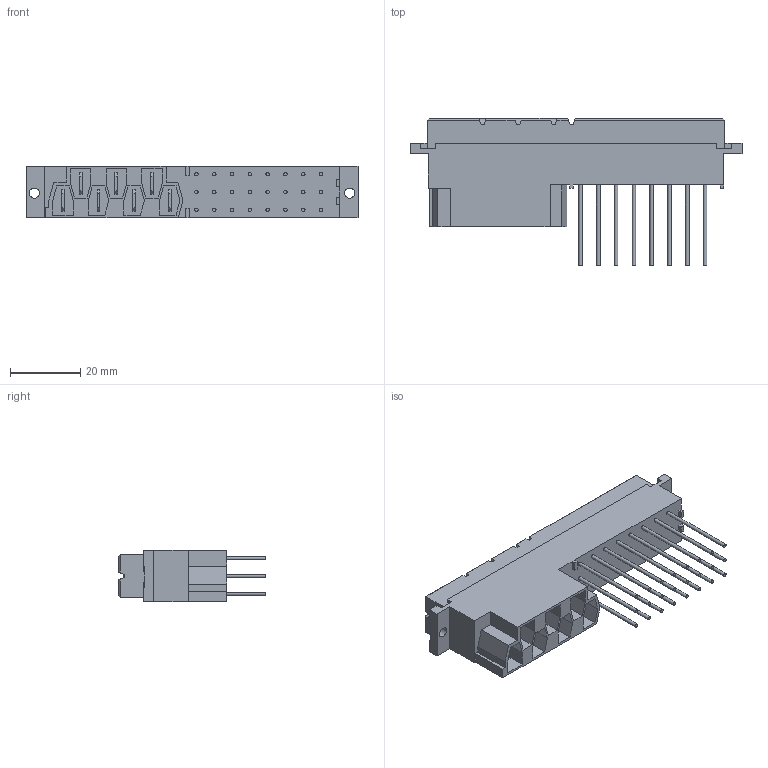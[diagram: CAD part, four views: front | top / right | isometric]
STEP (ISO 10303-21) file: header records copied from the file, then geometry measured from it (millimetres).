
FILE_DESCRIPTION(/* description */ (''),/* implementation_level */ '2;1');
FILE_NAME(/* name */ '100102302ugm000_c.stp',/* time_stamp */ '2016-08-22T09:22:42+02:00',/* author */ (''),/* organization */ (''),/* preprocessor_version */ 'ST-DEVELOPER v16',/* originating_system */ 'SIEMENS PLM Software NX 10.0',/* authorisation */ '');
FILE_SCHEMA (('AUTOMOTIVE_DESIGN { 1 0 10303 214 3 1 1 1 }'));
Length unit declared in the file: millimetre
Products named in the file (1): 100102302ugm000_c
Bounding box: 94.75 x 41.94 x 14.7 mm (x, y, z)
Volume: 24711.9 mm3; surface area: 13389.1 mm2
Topology: 1 solids, 1 shells, 437 faces, 1094 edges, 728 vertices
Faces by surface type: plane 411, cylinder 26
Full cylindrical faces by diameter (mm): 1 x24, 2.87 x2
Entity records: 15099 total; most frequent: CARTESIAN_POINT 2234, ORIENTED_EDGE 2136, DIRECTION 1996, EDGE_CURVE 1068, LINE 1016, VECTOR 1016, VERTEX_POINT 728, EDGE_LOOP 536
